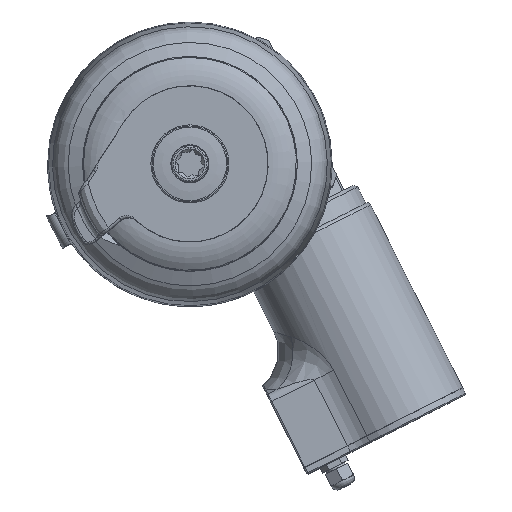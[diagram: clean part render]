
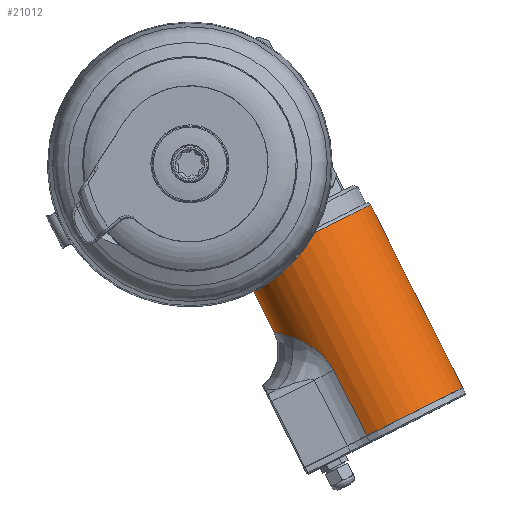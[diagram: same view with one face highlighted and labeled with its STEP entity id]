
A CAD part, top view. The second image highlights one B-rep face of the part: STEP entity #21012.
In plain terms, the highlighted cylindrical face has radius 62.5 mm (diameter 125 mm), a full revolution.
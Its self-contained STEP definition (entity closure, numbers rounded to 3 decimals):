
#567=B_SPLINE_CURVE_WITH_KNOTS('',3,(#36389,#36390,#36391,#36392,#36393,
#36394,#36395,#36396,#36397,#36398),.UNSPECIFIED.,.F.,.F.,(4,1,1,1,1,1,
1,4),(0.,4.664,9.327,18.655,
27.982,46.637,51.301,65.292),
 .UNSPECIFIED.);
#568=B_SPLINE_CURVE_WITH_KNOTS('',3,(#36400,#36401,#36402,#36403,#36404,
#36405,#36406,#36407,#36408,#36409,#36410,#36411),.UNSPECIFIED.,.F.,.F.,
(4,1,1,1,1,1,1,1,1,4),(0.,17.658,35.317,
44.146,52.975,70.634,79.463,92.706,
105.95,123.609),.UNSPECIFIED.);
#569=B_SPLINE_CURVE_WITH_KNOTS('',3,(#36413,#36414,#36415,#36416,#36417,
#36418,#36419,#36420,#36421,#36422),.UNSPECIFIED.,.F.,.F.,(4,1,1,1,1,1,
1,4),(0.,18.64,27.96,37.28,
46.6,55.921,60.581,65.241),
 .UNSPECIFIED.);
#1467=LINE('',#36387,#2927);
#1468=LINE('',#36423,#2928);
#2927=VECTOR('',#26017,63.955);
#2928=VECTOR('',#26018,63.955);
#4180=CYLINDRICAL_SURFACE('',#22609,62.5);
#4578=FACE_BOUND('',#6311,.T.);
#4985=FACE_OUTER_BOUND('',#6310,.T.);
#6310=EDGE_LOOP('',(#15452,#15453,#15454,#15455,#15456,#15457));
#6311=EDGE_LOOP('',(#15458));
#7554=CIRCLE('',#22610,62.5);
#7555=CIRCLE('',#22611,62.5);
#8871=VERTEX_POINT('',#36383);
#8872=VERTEX_POINT('',#36384);
#8873=VERTEX_POINT('',#36386);
#8874=VERTEX_POINT('',#36388);
#8875=VERTEX_POINT('',#36399);
#8876=VERTEX_POINT('',#36412);
#8877=VERTEX_POINT('',#36424);
#11314=EDGE_CURVE('',#8871,#8872,#7554,.T.);
#11315=EDGE_CURVE('',#8872,#8873,#1467,.T.);
#11316=EDGE_CURVE('',#8873,#8874,#567,.T.);
#11317=EDGE_CURVE('',#8874,#8875,#568,.T.);
#11318=EDGE_CURVE('',#8875,#8876,#569,.T.);
#11319=EDGE_CURVE('',#8876,#8871,#1468,.T.);
#11320=EDGE_CURVE('',#8877,#8877,#7555,.T.);
#15452=ORIENTED_EDGE('',*,*,#11314,.T.);
#15453=ORIENTED_EDGE('',*,*,#11315,.T.);
#15454=ORIENTED_EDGE('',*,*,#11316,.T.);
#15455=ORIENTED_EDGE('',*,*,#11317,.T.);
#15456=ORIENTED_EDGE('',*,*,#11318,.T.);
#15457=ORIENTED_EDGE('',*,*,#11319,.T.);
#15458=ORIENTED_EDGE('',*,*,#11320,.T.);
#21012=ADVANCED_FACE('',(#4985,#4578),#4180,.T.);
#22609=AXIS2_PLACEMENT_3D('',#36382,#26013,#26014);
#22610=AXIS2_PLACEMENT_3D('',#36385,#26015,#26016);
#22611=AXIS2_PLACEMENT_3D('',#36425,#26019,#26020);
#26013=DIRECTION('center_axis',(-0.45,0.893,0.));
#26014=DIRECTION('ref_axis',(-0.893,-0.45,0.));
#26015=DIRECTION('center_axis',(-0.45,0.893,0.));
#26016=DIRECTION('ref_axis',(0.893,0.45,0.));
#26017=DIRECTION('',(-0.45,0.893,0.));
#26018=DIRECTION('',(0.45,-0.893,0.));
#26019=DIRECTION('center_axis',(0.45,-0.893,0.));
#26020=DIRECTION('ref_axis',(0.893,0.45,0.));
#36382=CARTESIAN_POINT('Origin',(109.091,-78.265,-141.));
#36383=CARTESIAN_POINT('',(154.063,-236.345,-86.74));
#36384=CARTESIAN_POINT('',(154.063,-236.345,-195.26));
#36385=CARTESIAN_POINT('Origin',(181.759,-222.38,-141.));
#36386=CARTESIAN_POINT('',(125.268,-179.239,-195.26));
#36387=CARTESIAN_POINT('',(81.394,-92.23,-195.26));
#36388=CARTESIAN_POINT('',(87.724,-149.904,-176.653));
#36389=CARTESIAN_POINT('Ctrl Pts',(125.268,-179.239,-195.26));
#36390=CARTESIAN_POINT('Ctrl Pts',(124.568,-177.851,-195.26));
#36391=CARTESIAN_POINT('Ctrl Pts',(122.997,-175.126,-195.16));
#36392=CARTESIAN_POINT('Ctrl Pts',(119.415,-170.222,-194.585));
#36393=CARTESIAN_POINT('Ctrl Pts',(114.465,-165.128,-193.279));
#36394=CARTESIAN_POINT('Ctrl Pts',(106.462,-158.767,-190.301));
#36395=CARTESIAN_POINT('Ctrl Pts',(99.731,-154.81,-186.694));
#36396=CARTESIAN_POINT('Ctrl Pts',(92.865,-151.54,-181.76));
#36397=CARTESIAN_POINT('Ctrl Pts',(89.752,-150.412,-178.931));
#36398=CARTESIAN_POINT('Ctrl Pts',(87.724,-149.904,-176.653));
#36399=CARTESIAN_POINT('',(87.724,-149.904,-105.347));
#36400=CARTESIAN_POINT('Ctrl Pts',(87.724,-149.904,-176.653));
#36401=CARTESIAN_POINT('Ctrl Pts',(85.165,-149.263,-173.779));
#36402=CARTESIAN_POINT('Ctrl Pts',(80.515,-147.987,-167.59));
#36403=CARTESIAN_POINT('Ctrl Pts',(76.387,-146.733,-159.055));
#36404=CARTESIAN_POINT('Ctrl Pts',(74.281,-146.073,-151.967));
#36405=CARTESIAN_POINT('Ctrl Pts',(72.977,-145.655,-144.643));
#36406=CARTESIAN_POINT('Ctrl Pts',(72.996,-145.661,-137.221));
#36407=CARTESIAN_POINT('Ctrl Pts',(74.455,-146.128,-129.073));
#36408=CARTESIAN_POINT('Ctrl Pts',(76.801,-146.863,-121.965));
#36409=CARTESIAN_POINT('Ctrl Pts',(81.116,-148.152,-113.62));
#36410=CARTESIAN_POINT('Ctrl Pts',(85.165,-149.263,-108.221));
#36411=CARTESIAN_POINT('Ctrl Pts',(87.724,-149.904,-105.347));
#36412=CARTESIAN_POINT('',(125.268,-179.239,-86.74));
#36413=CARTESIAN_POINT('Ctrl Pts',(87.724,-149.904,-105.347));
#36414=CARTESIAN_POINT('Ctrl Pts',(90.425,-150.581,-102.312));
#36415=CARTESIAN_POINT('Ctrl Pts',(95.299,-152.498,-98.174));
#36416=CARTESIAN_POINT('Ctrl Pts',(102.623,-156.517,-93.758));
#36417=CARTESIAN_POINT('Ctrl Pts',(108.48,-160.363,-90.946));
#36418=CARTESIAN_POINT('Ctrl Pts',(114.504,-165.167,-88.709));
#36419=CARTESIAN_POINT('Ctrl Pts',(119.42,-170.23,-87.415));
#36420=CARTESIAN_POINT('Ctrl Pts',(123.006,-175.138,-86.839));
#36421=CARTESIAN_POINT('Ctrl Pts',(124.569,-177.852,-86.74));
#36422=CARTESIAN_POINT('Ctrl Pts',(125.268,-179.239,-86.74));
#36423=CARTESIAN_POINT('',(81.394,-92.23,-86.74));
#36424=CARTESIAN_POINT('',(45.63,-91.225,-141.));
#36425=CARTESIAN_POINT('Origin',(101.436,-63.085,-141.));
